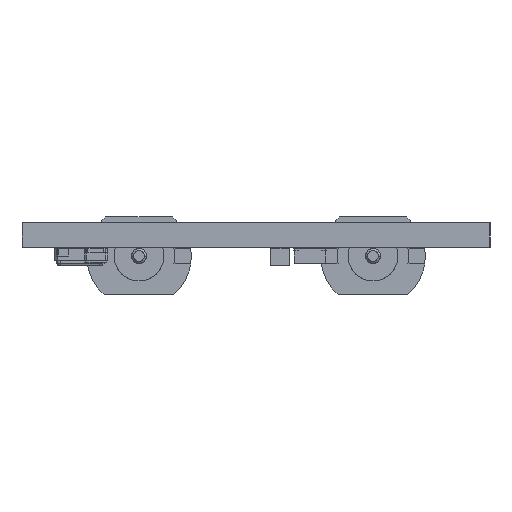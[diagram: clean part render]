
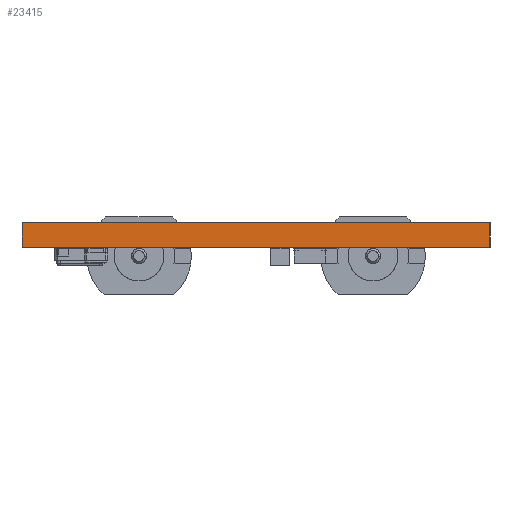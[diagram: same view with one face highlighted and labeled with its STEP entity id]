
A CAD part, left-side view. The second image highlights one B-rep face of the part: STEP entity #23415.
In plain terms, the highlighted planar face has unit normal (-1, 0, 0).
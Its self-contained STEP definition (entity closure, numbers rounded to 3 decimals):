
#20304 = PLANE('',#20305);
#20305 = AXIS2_PLACEMENT_3D('',#20306,#20307,#20308);
#20306 = CARTESIAN_POINT('',(47.68,15.,1.6));
#20307 = DIRECTION('',(0.,0.,1.));
#20308 = DIRECTION('',(1.,0.,-0.));
#20358 = PLANE('',#20359);
#20359 = AXIS2_PLACEMENT_3D('',#20360,#20361,#20362);
#20360 = CARTESIAN_POINT('',(47.68,15.,0.));
#20361 = DIRECTION('',(0.,0.,1.));
#20362 = DIRECTION('',(1.,0.,-0.));
#20977 = VERTEX_POINT('',#20978);
#20978 = CARTESIAN_POINT('',(20.,30.,0.));
#20992 = PLANE('',#20993);
#20993 = AXIS2_PLACEMENT_3D('',#20994,#20995,#20996);
#20994 = CARTESIAN_POINT('',(70.,30.,0.));
#20995 = DIRECTION('',(0.,-1.,0.));
#20996 = DIRECTION('',(-1.,0.,0.));
#21004 = EDGE_CURVE('',#20977,#21005,#21007,.T.);
#21005 = VERTEX_POINT('',#21006);
#21006 = CARTESIAN_POINT('',(20.,-0.,0.));
#21007 = SURFACE_CURVE('',#21008,(#21012,#21019),.PCURVE_S1.);
#21008 = LINE('',#21009,#21010);
#21009 = CARTESIAN_POINT('',(20.,30.,0.));
#21010 = VECTOR('',#21011,1.);
#21011 = DIRECTION('',(0.,-1.,0.));
#21012 = PCURVE('',#20358,#21013);
#21013 = DEFINITIONAL_REPRESENTATION('',(#21014),#21018);
#21014 = LINE('',#21015,#21016);
#21015 = CARTESIAN_POINT('',(-27.68,15.));
#21016 = VECTOR('',#21017,1.);
#21017 = DIRECTION('',(0.,-1.));
#21018 = ( GEOMETRIC_REPRESENTATION_CONTEXT(2) 
PARAMETRIC_REPRESENTATION_CONTEXT() REPRESENTATION_CONTEXT('2D SPACE',''
  ) );
#21019 = PCURVE('',#21020,#21025);
#21020 = PLANE('',#21021);
#21021 = AXIS2_PLACEMENT_3D('',#21022,#21023,#21024);
#21022 = CARTESIAN_POINT('',(20.,30.,0.));
#21023 = DIRECTION('',(1.,0.,-0.));
#21024 = DIRECTION('',(0.,-1.,0.));
#21025 = DEFINITIONAL_REPRESENTATION('',(#21026),#21030);
#21026 = LINE('',#21027,#21028);
#21027 = CARTESIAN_POINT('',(0.,0.));
#21028 = VECTOR('',#21029,1.);
#21029 = DIRECTION('',(1.,0.));
#21030 = ( GEOMETRIC_REPRESENTATION_CONTEXT(2) 
PARAMETRIC_REPRESENTATION_CONTEXT() REPRESENTATION_CONTEXT('2D SPACE',''
  ) );
#21048 = PLANE('',#21049);
#21049 = AXIS2_PLACEMENT_3D('',#21050,#21051,#21052);
#21050 = CARTESIAN_POINT('',(20.,0.,0.));
#21051 = DIRECTION('',(0.,1.,0.));
#21052 = DIRECTION('',(1.,0.,0.));
#22307 = VERTEX_POINT('',#22308);
#22308 = CARTESIAN_POINT('',(20.,30.,1.6));
#22329 = EDGE_CURVE('',#22307,#22330,#22332,.T.);
#22330 = VERTEX_POINT('',#22331);
#22331 = CARTESIAN_POINT('',(20.,0.,1.6));
#22332 = SURFACE_CURVE('',#22333,(#22337,#22344),.PCURVE_S1.);
#22333 = LINE('',#22334,#22335);
#22334 = CARTESIAN_POINT('',(20.,30.,1.6));
#22335 = VECTOR('',#22336,1.);
#22336 = DIRECTION('',(0.,-1.,0.));
#22337 = PCURVE('',#20304,#22338);
#22338 = DEFINITIONAL_REPRESENTATION('',(#22339),#22343);
#22339 = LINE('',#22340,#22341);
#22340 = CARTESIAN_POINT('',(-27.68,15.));
#22341 = VECTOR('',#22342,1.);
#22342 = DIRECTION('',(0.,-1.));
#22343 = ( GEOMETRIC_REPRESENTATION_CONTEXT(2) 
PARAMETRIC_REPRESENTATION_CONTEXT() REPRESENTATION_CONTEXT('2D SPACE',''
  ) );
#22344 = PCURVE('',#21020,#22345);
#22345 = DEFINITIONAL_REPRESENTATION('',(#22346),#22350);
#22346 = LINE('',#22347,#22348);
#22347 = CARTESIAN_POINT('',(0.,-1.6));
#22348 = VECTOR('',#22349,1.);
#22349 = DIRECTION('',(1.,0.));
#22350 = ( GEOMETRIC_REPRESENTATION_CONTEXT(2) 
PARAMETRIC_REPRESENTATION_CONTEXT() REPRESENTATION_CONTEXT('2D SPACE',''
  ) );
#23393 = EDGE_CURVE('',#21005,#22330,#23394,.T.);
#23394 = SURFACE_CURVE('',#23395,(#23399,#23406),.PCURVE_S1.);
#23395 = LINE('',#23396,#23397);
#23396 = CARTESIAN_POINT('',(20.,-0.,0.));
#23397 = VECTOR('',#23398,1.);
#23398 = DIRECTION('',(0.,0.,1.));
#23399 = PCURVE('',#21048,#23400);
#23400 = DEFINITIONAL_REPRESENTATION('',(#23401),#23405);
#23401 = LINE('',#23402,#23403);
#23402 = CARTESIAN_POINT('',(0.,0.));
#23403 = VECTOR('',#23404,1.);
#23404 = DIRECTION('',(0.,-1.));
#23405 = ( GEOMETRIC_REPRESENTATION_CONTEXT(2) 
PARAMETRIC_REPRESENTATION_CONTEXT() REPRESENTATION_CONTEXT('2D SPACE',''
  ) );
#23406 = PCURVE('',#21020,#23407);
#23407 = DEFINITIONAL_REPRESENTATION('',(#23408),#23412);
#23408 = LINE('',#23409,#23410);
#23409 = CARTESIAN_POINT('',(30.,0.));
#23410 = VECTOR('',#23411,1.);
#23411 = DIRECTION('',(0.,-1.));
#23412 = ( GEOMETRIC_REPRESENTATION_CONTEXT(2) 
PARAMETRIC_REPRESENTATION_CONTEXT() REPRESENTATION_CONTEXT('2D SPACE',''
  ) );
#23415 = ADVANCED_FACE('',(#23416),#21020,.F.);
#23416 = FACE_BOUND('',#23417,.F.);
#23417 = EDGE_LOOP('',(#23418,#23439,#23440,#23441));
#23418 = ORIENTED_EDGE('',*,*,#23419,.T.);
#23419 = EDGE_CURVE('',#20977,#22307,#23420,.T.);
#23420 = SURFACE_CURVE('',#23421,(#23425,#23432),.PCURVE_S1.);
#23421 = LINE('',#23422,#23423);
#23422 = CARTESIAN_POINT('',(20.,30.,0.));
#23423 = VECTOR('',#23424,1.);
#23424 = DIRECTION('',(0.,0.,1.));
#23425 = PCURVE('',#21020,#23426);
#23426 = DEFINITIONAL_REPRESENTATION('',(#23427),#23431);
#23427 = LINE('',#23428,#23429);
#23428 = CARTESIAN_POINT('',(0.,0.));
#23429 = VECTOR('',#23430,1.);
#23430 = DIRECTION('',(0.,-1.));
#23431 = ( GEOMETRIC_REPRESENTATION_CONTEXT(2) 
PARAMETRIC_REPRESENTATION_CONTEXT() REPRESENTATION_CONTEXT('2D SPACE',''
  ) );
#23432 = PCURVE('',#20992,#23433);
#23433 = DEFINITIONAL_REPRESENTATION('',(#23434),#23438);
#23434 = LINE('',#23435,#23436);
#23435 = CARTESIAN_POINT('',(50.,0.));
#23436 = VECTOR('',#23437,1.);
#23437 = DIRECTION('',(0.,-1.));
#23438 = ( GEOMETRIC_REPRESENTATION_CONTEXT(2) 
PARAMETRIC_REPRESENTATION_CONTEXT() REPRESENTATION_CONTEXT('2D SPACE',''
  ) );
#23439 = ORIENTED_EDGE('',*,*,#22329,.T.);
#23440 = ORIENTED_EDGE('',*,*,#23393,.F.);
#23441 = ORIENTED_EDGE('',*,*,#21004,.F.);
